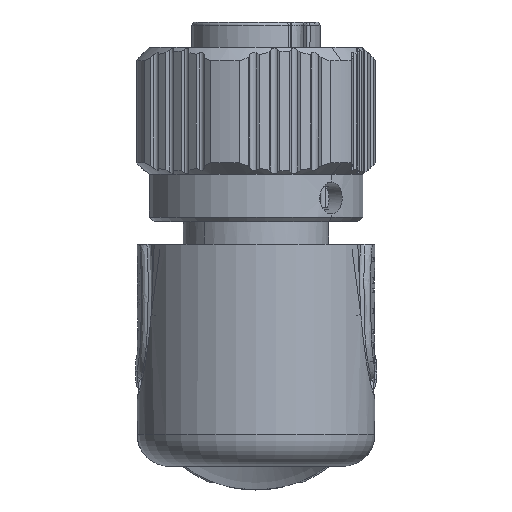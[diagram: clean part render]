
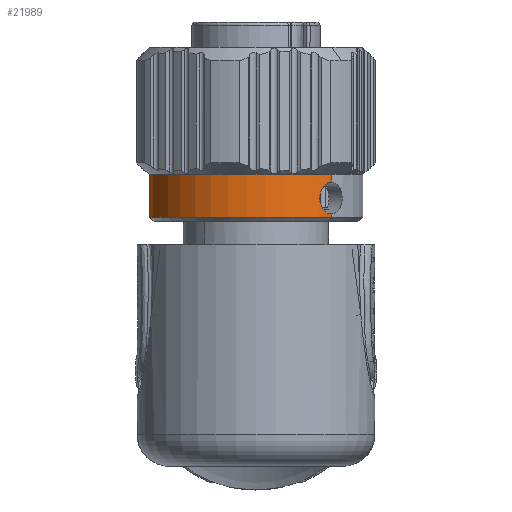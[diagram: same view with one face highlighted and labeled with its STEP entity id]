
A CAD part, front view. The second image highlights one B-rep face of the part: STEP entity #21989.
In plain terms, the highlighted cylindrical face has radius 6.75 mm (diameter 13.5 mm), a partial arc.
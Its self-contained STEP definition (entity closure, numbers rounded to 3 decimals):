
#597=CARTESIAN_POINT('',(0.,-117.4,12.4));
#598=DIRECTION('',(0.,0.,-1.));
#599=DIRECTION('',(0.707,-0.707,0.));
#600=AXIS2_PLACEMENT_3D('',#597,#598,#599);
#894=DIRECTION('',(0.,0.,-1.));
#895=VECTOR('',#894,0.5);
#896=CARTESIAN_POINT('',(4.773,-122.173,12.4));
#897=LINE('',#896,#895);
#898=DIRECTION('',(0.,0.,-1.));
#899=VECTOR('',#898,0.2);
#900=CARTESIAN_POINT('',(4.773,-122.173,9.9));
#901=LINE('',#900,#899);
#902=CARTESIAN_POINT('',(0.,-117.4,9.7));
#903=DIRECTION('',(0.,0.,1.));
#904=DIRECTION('',(-0.707,0.707,0.));
#905=AXIS2_PLACEMENT_3D('',#902,#903,#904);
#950=DIRECTION('',(0.,0.,-1.));
#951=VECTOR('',#950,2.7);
#952=CARTESIAN_POINT('',(-4.773,-112.627,12.4));
#953=LINE('',#952,#951);
#1043=CARTESIAN_POINT('',(4.773,-122.173,9.9));
#1044=CARTESIAN_POINT('',(4.721,-122.225,9.9));
#1045=CARTESIAN_POINT('',(4.614,-122.329,9.916));
#1046=CARTESIAN_POINT('',(4.455,-122.472,9.991));
#1047=CARTESIAN_POINT('',(4.308,-122.598,10.112));
#1048=CARTESIAN_POINT('',(4.184,-122.698,10.27));
#1049=CARTESIAN_POINT('',(4.087,-122.772,10.462));
#1050=CARTESIAN_POINT('',(4.027,-122.817,10.675));
#1051=CARTESIAN_POINT('',(4.006,-122.832,10.898));
#1052=CARTESIAN_POINT('',(4.026,-122.818,11.121));
#1053=CARTESIAN_POINT('',(4.086,-122.773,11.333));
#1054=CARTESIAN_POINT('',(4.181,-122.7,11.526));
#1055=CARTESIAN_POINT('',(4.305,-122.6,11.686));
#1056=CARTESIAN_POINT('',(4.453,-122.474,11.808));
#1057=CARTESIAN_POINT('',(4.613,-122.329,11.883));
#1058=CARTESIAN_POINT('',(4.72,-122.225,11.9));
#1059=CARTESIAN_POINT('',(4.773,-122.173,11.9));
#20442=CARTESIAN_POINT('',(4.773,-122.173,9.9));
#20443=VERTEX_POINT('',#20442);
#20444=VERTEX_POINT('',#1059);
#20471=CARTESIAN_POINT('',(4.773,-122.173,
9.7));
#20472=CARTESIAN_POINT('',(-4.773,-112.627,
9.7));
#20473=VERTEX_POINT('',#20471);
#20474=VERTEX_POINT('',#20472);
#20475=CARTESIAN_POINT('',(4.773,-122.173,12.4));
#20476=VERTEX_POINT('',#20475);
#20477=CARTESIAN_POINT('',(-4.773,-112.627,12.4));
#20478=VERTEX_POINT('',#20477);
#21971=CARTESIAN_POINT('',(0.,-117.4,9.4));
#21972=DIRECTION('',(0.,0.,-1.));
#21973=DIRECTION('',(0.707,-0.707,0.));
#21974=AXIS2_PLACEMENT_3D('',#21971,#21972,#21973);
#21975=CYLINDRICAL_SURFACE('',#21974,6.75);
#21977=ORIENTED_EDGE('',*,*,#21976,.F.);
#21979=ORIENTED_EDGE('',*,*,#21978,.F.);
#21980=ORIENTED_EDGE('',*,*,#21853,.F.);
#21982=ORIENTED_EDGE('',*,*,#21981,.T.);
#21984=ORIENTED_EDGE('',*,*,#21983,.F.);
#21986=ORIENTED_EDGE('',*,*,#21985,.T.);
#21987=EDGE_LOOP('',(#21977,#21979,#21980,#21982,#21984,#21986));
#21988=FACE_OUTER_BOUND('',#21987,.F.);
#21989=ADVANCED_FACE('',(#21988),#21975,.T.);
#601=CIRCLE('',#600,6.75);
#906=CIRCLE('',#905,6.75);
#1060=B_SPLINE_CURVE_WITH_KNOTS('',3,(#1043,#1044,#1045,#1046,#1047,#1048,#1049,
#1050,#1051,#1052,#1053,#1054,#1055,#1056,#1057,#1058,#1059),.UNSPECIFIED.,.F.,
.F.,(4,1,1,1,1,1,1,1,1,1,1,1,1,1,4),(0.,0.071,0.143,
0.214,0.286,0.357,0.429,0.5,
0.571,0.643,0.714,0.786,
0.857,0.929,1.),.UNSPECIFIED.);
#21853=EDGE_CURVE('',#20476,#20478,#601,.T.);
#21976=EDGE_CURVE('',#20474,#20473,#906,.T.);
#21978=EDGE_CURVE('',#20478,#20474,#953,.T.);
#21981=EDGE_CURVE('',#20476,#20444,#897,.T.);
#21983=EDGE_CURVE('',#20443,#20444,#1060,.T.);
#21985=EDGE_CURVE('',#20443,#20473,#901,.T.);
